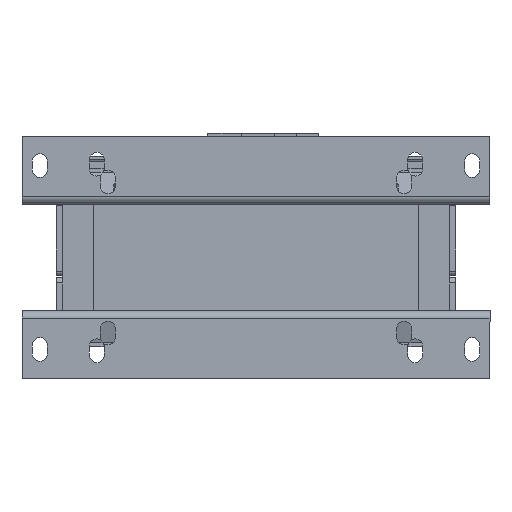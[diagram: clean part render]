
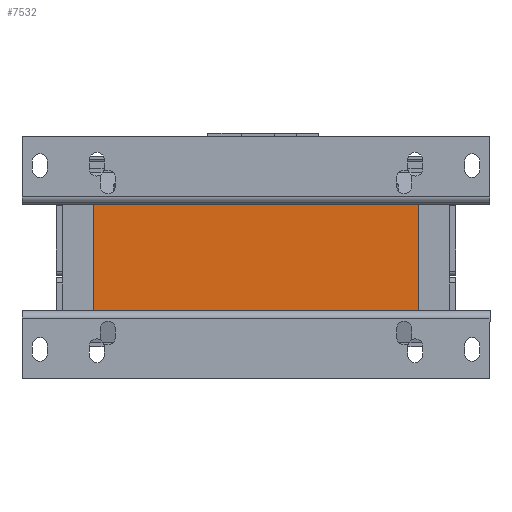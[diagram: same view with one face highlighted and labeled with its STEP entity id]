
A CAD part, front view. The second image highlights one B-rep face of the part: STEP entity #7532.
In plain terms, the highlighted planar face has unit normal (0, -1, 0).
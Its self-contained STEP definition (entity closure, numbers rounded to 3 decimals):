
#388 = EDGE_CURVE ( 'NONE', #5860, #8366, #6378, .T. ) ;
#1107 = VECTOR ( 'NONE', #1629, 1000. ) ;
#1316 = VECTOR ( 'NONE', #12724, 1000. ) ;
#1388 = CARTESIAN_POINT ( 'NONE',  ( -110., -110.001, 36. ) ) ;
#1589 = CARTESIAN_POINT ( 'NONE',  ( 110., -110.001, -36. ) ) ;
#1618 = CARTESIAN_POINT ( 'NONE',  ( -110., -110.001, -36. ) ) ;
#1629 = DIRECTION ( 'NONE',  ( 0., 0., -1. ) ) ;
#1712 = CARTESIAN_POINT ( 'NONE',  ( -110., -110.001, 36. ) ) ;
#3458 = AXIS2_PLACEMENT_3D ( 'NONE', #1712, #7379, #6203 ) ;
#3946 = VECTOR ( 'NONE', #4380, 1000. ) ;
#4380 = DIRECTION ( 'NONE',  ( 1., 0., 0. ) ) ;
#4860 = ORIENTED_EDGE ( 'NONE', *, *, #10650, .T. ) ;
#5138 = EDGE_LOOP ( 'NONE', ( #4860, #17992, #16395, #13538 ) ) ;
#5860 = VERTEX_POINT ( 'NONE', #8673 ) ;
#6203 = DIRECTION ( 'NONE',  ( 0., 0., 1. ) ) ;
#6378 = LINE ( 'NONE', #1388, #3946 ) ;
#6862 = LINE ( 'NONE', #12838, #1316 ) ;
#7379 = DIRECTION ( 'NONE',  ( 0., 1., 0. ) ) ;
#7532 = ADVANCED_FACE ( 'NONE', ( #12992 ), #15919, .F. ) ;
#7700 = DIRECTION ( 'NONE',  ( 0., 0., -1. ) ) ;
#8155 = CARTESIAN_POINT ( 'NONE',  ( 110., -110.001, 36. ) ) ;
#8366 = VERTEX_POINT ( 'NONE', #8155 ) ;
#8673 = CARTESIAN_POINT ( 'NONE',  ( -110., -110.001, 36. ) ) ;
#10174 = CARTESIAN_POINT ( 'NONE',  ( 110., -110.001, 36. ) ) ;
#10181 = EDGE_CURVE ( 'NONE', #8366, #15693, #11586, .T. ) ;
#10650 = EDGE_CURVE ( 'NONE', #13600, #15693, #6862, .T. ) ;
#11586 = LINE ( 'NONE', #10174, #1107 ) ;
#11693 = LINE ( 'NONE', #17539, #14822 ) ;
#12675 = EDGE_CURVE ( 'NONE', #5860, #13600, #11693, .T. ) ;
#12724 = DIRECTION ( 'NONE',  ( 1., 0., 0. ) ) ;
#12838 = CARTESIAN_POINT ( 'NONE',  ( -110., -110.001, -36. ) ) ;
#12992 = FACE_OUTER_BOUND ( 'NONE', #5138, .T. ) ;
#13538 = ORIENTED_EDGE ( 'NONE', *, *, #12675, .T. ) ;
#13600 = VERTEX_POINT ( 'NONE', #1618 ) ;
#14822 = VECTOR ( 'NONE', #7700, 1000. ) ;
#15693 = VERTEX_POINT ( 'NONE', #1589 ) ;
#15919 = PLANE ( 'NONE',  #3458 ) ;
#16395 = ORIENTED_EDGE ( 'NONE', *, *, #388, .F. ) ;
#17539 = CARTESIAN_POINT ( 'NONE',  ( -110., -110.001, 36. ) ) ;
#17992 = ORIENTED_EDGE ( 'NONE', *, *, #10181, .F. ) ;
